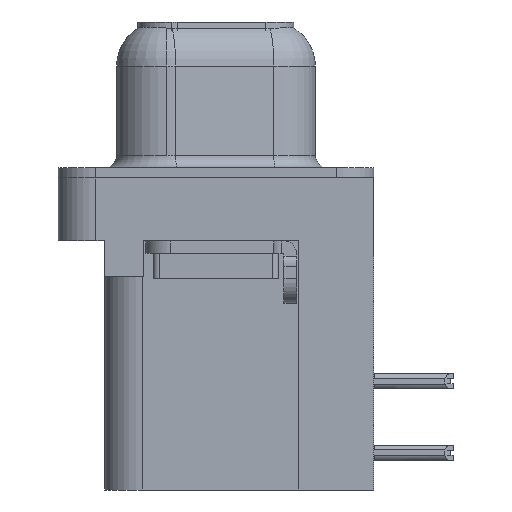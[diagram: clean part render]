
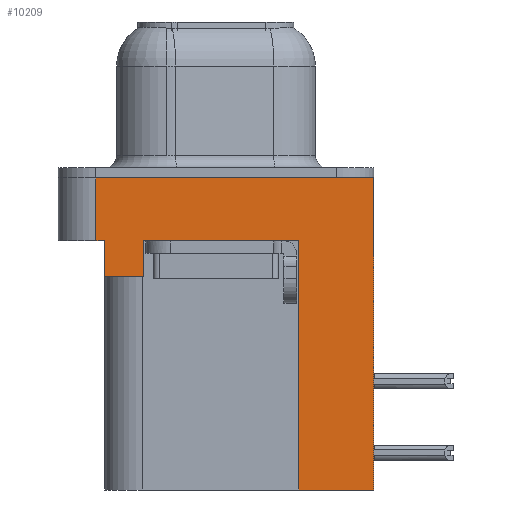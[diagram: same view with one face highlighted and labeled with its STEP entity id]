
A CAD part, left-side view. The second image highlights one B-rep face of the part: STEP entity #10209.
In plain terms, the highlighted planar face has unit normal (-1, 0, 0).
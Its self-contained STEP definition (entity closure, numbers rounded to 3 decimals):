
#924 = ORIENTED_EDGE ( 'NONE', *, *, #20556, .T. ) ;
#1007 = DIRECTION ( 'NONE',  ( 0., -1., 0. ) ) ;
#1261 = CARTESIAN_POINT ( 'NONE',  ( -2.91, 4.775, -2.5 ) ) ;
#1887 = CARTESIAN_POINT ( 'NONE',  ( -2.91, 4.425, -3.9 ) ) ;
#2222 = CARTESIAN_POINT ( 'NONE',  ( -2.91, -3.295, -12.4 ) ) ;
#2243 = VERTEX_POINT ( 'NONE', #10376 ) ;
#2290 = VECTOR ( 'NONE', #1007, 1000. ) ;
#3186 = DIRECTION ( 'NONE',  ( 0., -1., 0. ) ) ;
#3294 = LINE ( 'NONE', #18002, #21360 ) ;
#3343 = VECTOR ( 'NONE', #4797, 1000. ) ;
#3845 = EDGE_LOOP ( 'NONE', ( #8177, #15870, #5801, #12674, #12295, #11898, #924, #20023, #14776, #20283 ) ) ;
#4483 = EDGE_CURVE ( 'NONE', #13149, #13268, #21344, .T. ) ;
#4535 = DIRECTION ( 'NONE',  ( 0., 0., 1. ) ) ;
#4605 = LINE ( 'NONE', #19198, #2290 ) ;
#4797 = DIRECTION ( 'NONE',  ( 0., 1., 0. ) ) ;
#5204 = DIRECTION ( 'NONE',  ( 0., 0., 1. ) ) ;
#5790 = CARTESIAN_POINT ( 'NONE',  ( -2.91, -3.295, -12.4 ) ) ;
#5801 = ORIENTED_EDGE ( 'NONE', *, *, #15433, .T. ) ;
#5846 = CARTESIAN_POINT ( 'NONE',  ( -2.91, 4.425, -2.5 ) ) ;
#6246 = VERTEX_POINT ( 'NONE', #5846 ) ;
#6439 = PLANE ( 'NONE',  #14876 ) ;
#7186 = VERTEX_POINT ( 'NONE', #23077 ) ;
#8001 = CARTESIAN_POINT ( 'NONE',  ( -2.91, -6.275, -2.5 ) ) ;
#8177 = ORIENTED_EDGE ( 'NONE', *, *, #23856, .F. ) ;
#8942 = VECTOR ( 'NONE', #16335, 1000. ) ;
#9432 = VECTOR ( 'NONE', #9565, 1000. ) ;
#9565 = DIRECTION ( 'NONE',  ( 0., 0., 1. ) ) ;
#9948 = FACE_OUTER_BOUND ( 'NONE', #3845, .T. ) ;
#10209 = ADVANCED_FACE ( 'NONE', ( #9948 ), #6439, .T. ) ;
#10311 = LINE ( 'NONE', #1261, #8942 ) ;
#10333 = CARTESIAN_POINT ( 'NONE',  ( -2.91, 2.895, -3.9 ) ) ;
#10376 = CARTESIAN_POINT ( 'NONE',  ( -2.91, -6.275, -12.4 ) ) ;
#10420 = VERTEX_POINT ( 'NONE', #13533 ) ;
#10460 = CARTESIAN_POINT ( 'NONE',  ( -2.91, 4.425, -3.9 ) ) ;
#10541 = VECTOR ( 'NONE', #5204, 1000. ) ;
#11898 = ORIENTED_EDGE ( 'NONE', *, *, #12830, .T. ) ;
#12263 = LINE ( 'NONE', #16121, #15946 ) ;
#12295 = ORIENTED_EDGE ( 'NONE', *, *, #4483, .F. ) ;
#12674 = ORIENTED_EDGE ( 'NONE', *, *, #20535, .F. ) ;
#12830 = EDGE_CURVE ( 'NONE', #13149, #20526, #21754, .T. ) ;
#13149 = VERTEX_POINT ( 'NONE', #10333 ) ;
#13268 = VERTEX_POINT ( 'NONE', #1887 ) ;
#13316 = LINE ( 'NONE', #2222, #9432 ) ;
#13533 = CARTESIAN_POINT ( 'NONE',  ( -2.91, 4.775, -2.5 ) ) ;
#13793 = DIRECTION ( 'NONE',  ( 0., 0., 1. ) ) ;
#14014 = CARTESIAN_POINT ( 'NONE',  ( -2.91, 2.895, -3.9 ) ) ;
#14086 = CARTESIAN_POINT ( 'NONE',  ( -2.91, -6.275, 0. ) ) ;
#14167 = LINE ( 'NONE', #16211, #16672 ) ;
#14262 = CARTESIAN_POINT ( 'NONE',  ( -2.91, 2.895, -2.5 ) ) ;
#14432 = DIRECTION ( 'NONE',  ( 0., 0., 1. ) ) ;
#14776 = ORIENTED_EDGE ( 'NONE', *, *, #15731, .F. ) ;
#14866 = CARTESIAN_POINT ( 'NONE',  ( -2.91, -6.275, -2.5 ) ) ;
#14876 = AXIS2_PLACEMENT_3D ( 'NONE', #8001, #19126, #4535 ) ;
#15357 = CARTESIAN_POINT ( 'NONE',  ( -2.91, -3.295, -12.4 ) ) ;
#15433 = EDGE_CURVE ( 'NONE', #10420, #6246, #14167, .T. ) ;
#15436 = EDGE_CURVE ( 'NONE', #10420, #7186, #10311, .T. ) ;
#15731 = EDGE_CURVE ( 'NONE', #2243, #22122, #17177, .T. ) ;
#15870 = ORIENTED_EDGE ( 'NONE', *, *, #15436, .F. ) ;
#15946 = VECTOR ( 'NONE', #14432, 1000. ) ;
#16121 = CARTESIAN_POINT ( 'NONE',  ( -2.91, -6.275, -2.5 ) ) ;
#16211 = CARTESIAN_POINT ( 'NONE',  ( -2.91, -6.275, -2.5 ) ) ;
#16335 = DIRECTION ( 'NONE',  ( 0., 0., 1. ) ) ;
#16672 = VECTOR ( 'NONE', #3186, 1000. ) ;
#17177 = LINE ( 'NONE', #15357, #21709 ) ;
#17760 = EDGE_CURVE ( 'NONE', #2243, #22798, #12263, .T. ) ;
#18002 = CARTESIAN_POINT ( 'NONE',  ( -2.91, 4.425, -3.9 ) ) ;
#18471 = LINE ( 'NONE', #14866, #23702 ) ;
#19094 = DIRECTION ( 'NONE',  ( 0., 1., 0. ) ) ;
#19126 = DIRECTION ( 'NONE',  ( -1., 0., 0. ) ) ;
#19198 = CARTESIAN_POINT ( 'NONE',  ( -2.91, -6.275, 0. ) ) ;
#19263 = EDGE_CURVE ( 'NONE', #22122, #22695, #13316, .T. ) ;
#20023 = ORIENTED_EDGE ( 'NONE', *, *, #19263, .F. ) ;
#20283 = ORIENTED_EDGE ( 'NONE', *, *, #17760, .T. ) ;
#20526 = VERTEX_POINT ( 'NONE', #14262 ) ;
#20535 = EDGE_CURVE ( 'NONE', #13268, #6246, #3294, .T. ) ;
#20556 = EDGE_CURVE ( 'NONE', #20526, #22695, #18471, .T. ) ;
#21338 = CARTESIAN_POINT ( 'NONE',  ( -2.91, -3.295, -2.5 ) ) ;
#21344 = LINE ( 'NONE', #10460, #3343 ) ;
#21360 = VECTOR ( 'NONE', #13793, 1000. ) ;
#21709 = VECTOR ( 'NONE', #19094, 1000. ) ;
#21754 = LINE ( 'NONE', #14014, #10541 ) ;
#22001 = DIRECTION ( 'NONE',  ( 0., -1., 0. ) ) ;
#22122 = VERTEX_POINT ( 'NONE', #5790 ) ;
#22695 = VERTEX_POINT ( 'NONE', #21338 ) ;
#22798 = VERTEX_POINT ( 'NONE', #14086 ) ;
#23077 = CARTESIAN_POINT ( 'NONE',  ( -2.91, 4.775, 0. ) ) ;
#23702 = VECTOR ( 'NONE', #22001, 1000. ) ;
#23856 = EDGE_CURVE ( 'NONE', #7186, #22798, #4605, .T. ) ;
